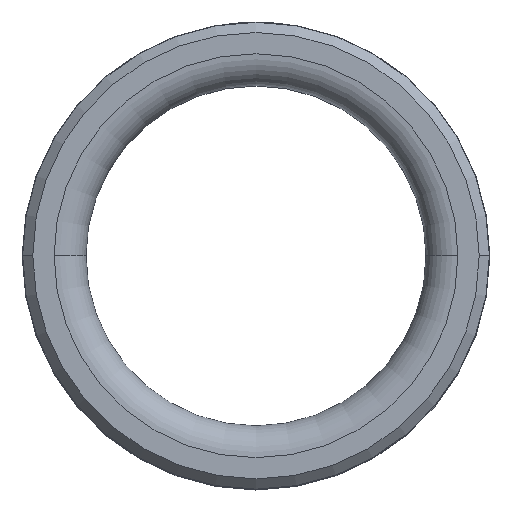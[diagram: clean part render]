
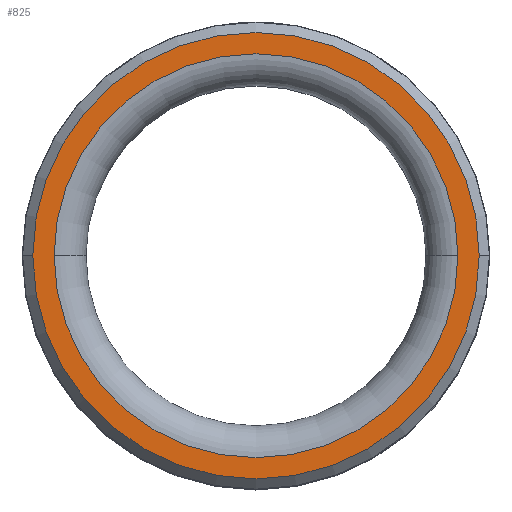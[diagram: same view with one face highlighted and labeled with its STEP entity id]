
A CAD part, top view. The second image highlights one B-rep face of the part: STEP entity #825.
In plain terms, the highlighted planar face has unit normal (0, 0, 1).
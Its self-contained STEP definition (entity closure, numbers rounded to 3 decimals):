
#30 = DIRECTION ( 'NONE',  ( 1., 0., 0. ) ) ;
#195 = CARTESIAN_POINT ( 'NONE',  ( -10.5, 0., 13. ) ) ;
#231 = EDGE_CURVE ( 'NONE', #452, #647, #1696, .T. ) ;
#272 = EDGE_LOOP ( 'NONE', ( #322, #1430 ) ) ;
#290 = AXIS2_PLACEMENT_3D ( 'NONE', #1412, #593, #1552 ) ;
#315 = AXIS2_PLACEMENT_3D ( 'NONE', #1141, #1125, #1148 ) ;
#322 = ORIENTED_EDGE ( 'NONE', *, *, #1094, .T. ) ;
#326 = PLANE ( 'NONE',  #920 ) ;
#452 = VERTEX_POINT ( 'NONE', #195 ) ;
#469 = DIRECTION ( 'NONE',  ( 0., 0., 1. ) ) ;
#501 = AXIS2_PLACEMENT_3D ( 'NONE', #1728, #906, #30 ) ;
#531 = EDGE_CURVE ( 'NONE', #687, #1513, #1670, .T. ) ;
#593 = DIRECTION ( 'NONE',  ( 0., 0., 1. ) ) ;
#637 = FACE_OUTER_BOUND ( 'NONE', #1387, .T. ) ;
#647 = VERTEX_POINT ( 'NONE', #872 ) ;
#668 = AXIS2_PLACEMENT_3D ( 'NONE', #1818, #1813, #1689 ) ;
#687 = VERTEX_POINT ( 'NONE', #867 ) ;
#753 = ORIENTED_EDGE ( 'NONE', *, *, #231, .T. ) ;
#825 = ADVANCED_FACE ( 'NONE', ( #922, #637 ), #326, .T. ) ;
#867 = CARTESIAN_POINT ( 'NONE',  ( -9.5, 0., 13. ) ) ;
#872 = CARTESIAN_POINT ( 'NONE',  ( 10.5, 0., 13. ) ) ;
#880 = CARTESIAN_POINT ( 'NONE',  ( 9.5, 0., 13. ) ) ;
#899 = CARTESIAN_POINT ( 'NONE',  ( 0., 0., 13. ) ) ;
#906 = DIRECTION ( 'NONE',  ( 0., 0., -1. ) ) ;
#920 = AXIS2_PLACEMENT_3D ( 'NONE', #899, #469, #1436 ) ;
#922 = FACE_BOUND ( 'NONE', #272, .T. ) ;
#1094 = EDGE_CURVE ( 'NONE', #1513, #687, #1623, .T. ) ;
#1125 = DIRECTION ( 'NONE',  ( 0., 0., 1. ) ) ;
#1141 = CARTESIAN_POINT ( 'NONE',  ( 0., 0., 13. ) ) ;
#1148 = DIRECTION ( 'NONE',  ( 1., 0., 0. ) ) ;
#1266 = ORIENTED_EDGE ( 'NONE', *, *, #1807, .T. ) ;
#1387 = EDGE_LOOP ( 'NONE', ( #753, #1266 ) ) ;
#1412 = CARTESIAN_POINT ( 'NONE',  ( 0., 0., 13. ) ) ;
#1430 = ORIENTED_EDGE ( 'NONE', *, *, #531, .T. ) ;
#1436 = DIRECTION ( 'NONE',  ( 1., 0., 0. ) ) ;
#1513 = VERTEX_POINT ( 'NONE', #880 ) ;
#1552 = DIRECTION ( 'NONE',  ( 1., 0., 0. ) ) ;
#1623 = CIRCLE ( 'NONE', #501, 9.5 ) ;
#1648 = CIRCLE ( 'NONE', #290, 10.5 ) ;
#1670 = CIRCLE ( 'NONE', #668, 9.5 ) ;
#1689 = DIRECTION ( 'NONE',  ( 1., 0., 0. ) ) ;
#1696 = CIRCLE ( 'NONE', #315, 10.5 ) ;
#1728 = CARTESIAN_POINT ( 'NONE',  ( 0., 0., 13. ) ) ;
#1807 = EDGE_CURVE ( 'NONE', #647, #452, #1648, .T. ) ;
#1813 = DIRECTION ( 'NONE',  ( 0., 0., -1. ) ) ;
#1818 = CARTESIAN_POINT ( 'NONE',  ( 0., 0., 13. ) ) ;
